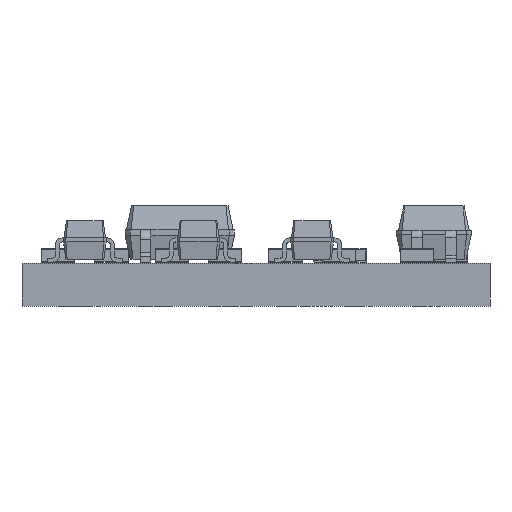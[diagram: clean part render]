
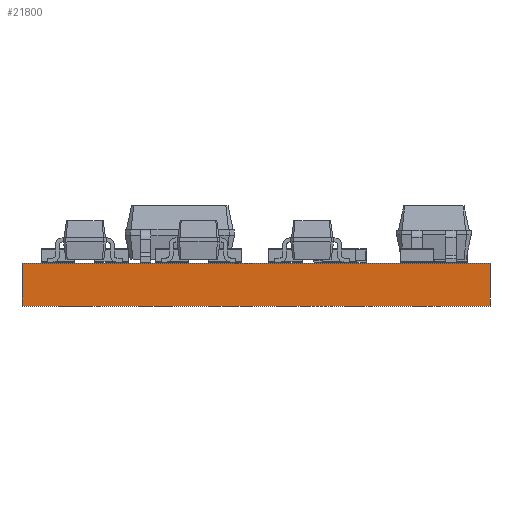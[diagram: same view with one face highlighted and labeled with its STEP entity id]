
A CAD part, front view. The second image highlights one B-rep face of the part: STEP entity #21800.
In plain terms, the highlighted planar face has unit normal (0, -1, 0).
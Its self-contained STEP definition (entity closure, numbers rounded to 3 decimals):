
#20466 = PLANE('',#20467);
#20467 = AXIS2_PLACEMENT_3D('',#20468,#20469,#20470);
#20468 = CARTESIAN_POINT('',(15.1,-41.31,0.));
#20469 = DIRECTION('',(-1.,0.,0.));
#20470 = DIRECTION('',(0.,1.,0.));
#20494 = PLANE('',#20495);
#20495 = AXIS2_PLACEMENT_3D('',#20496,#20497,#20498);
#20496 = CARTESIAN_POINT('',(23.85,-28.06,1.6));
#20497 = DIRECTION('',(0.,0.,-1.));
#20498 = DIRECTION('',(-1.,0.,0.));
#20522 = PLANE('',#20523);
#20523 = AXIS2_PLACEMENT_3D('',#20524,#20525,#20526);
#20524 = CARTESIAN_POINT('',(32.6,-14.81,0.));
#20525 = DIRECTION('',(1.,0.,0.));
#20526 = DIRECTION('',(0.,-1.,0.));
#20548 = PLANE('',#20549);
#20549 = AXIS2_PLACEMENT_3D('',#20550,#20551,#20552);
#20550 = CARTESIAN_POINT('',(23.85,-28.06,0.));
#20551 = DIRECTION('',(0.,0.,-1.));
#20552 = DIRECTION('',(-1.,0.,0.));
#20563 = EDGE_CURVE('',#20564,#20566,#20568,.T.);
#20564 = VERTEX_POINT('',#20565);
#20565 = CARTESIAN_POINT('',(15.1,-41.31,0.));
#20566 = VERTEX_POINT('',#20567);
#20567 = CARTESIAN_POINT('',(15.1,-41.31,1.6));
#20568 = SURFACE_CURVE('',#20569,(#20573,#20580),.PCURVE_S1.);
#20569 = LINE('',#20570,#20571);
#20570 = CARTESIAN_POINT('',(15.1,-41.31,0.));
#20571 = VECTOR('',#20572,1.);
#20572 = DIRECTION('',(0.,0.,1.));
#20573 = PCURVE('',#20466,#20574);
#20574 = DEFINITIONAL_REPRESENTATION('',(#20575),#20579);
#20575 = LINE('',#20576,#20577);
#20576 = CARTESIAN_POINT('',(0.,0.));
#20577 = VECTOR('',#20578,1.);
#20578 = DIRECTION('',(0.,-1.));
#20579 = ( GEOMETRIC_REPRESENTATION_CONTEXT(2) 
PARAMETRIC_REPRESENTATION_CONTEXT() REPRESENTATION_CONTEXT('2D SPACE',''
  ) );
#20580 = PCURVE('',#20581,#20586);
#20581 = PLANE('',#20582);
#20582 = AXIS2_PLACEMENT_3D('',#20583,#20584,#20585);
#20583 = CARTESIAN_POINT('',(32.6,-41.31,0.));
#20584 = DIRECTION('',(0.,-1.,0.));
#20585 = DIRECTION('',(-1.,0.,0.));
#20586 = DEFINITIONAL_REPRESENTATION('',(#20587),#20591);
#20587 = LINE('',#20588,#20589);
#20588 = CARTESIAN_POINT('',(17.5,0.));
#20589 = VECTOR('',#20590,1.);
#20590 = DIRECTION('',(0.,-1.));
#20591 = ( GEOMETRIC_REPRESENTATION_CONTEXT(2) 
PARAMETRIC_REPRESENTATION_CONTEXT() REPRESENTATION_CONTEXT('2D SPACE',''
  ) );
#20641 = VERTEX_POINT('',#20642);
#20642 = CARTESIAN_POINT('',(32.6,-41.31,1.6));
#20663 = EDGE_CURVE('',#20664,#20641,#20666,.T.);
#20664 = VERTEX_POINT('',#20665);
#20665 = CARTESIAN_POINT('',(32.6,-41.31,0.));
#20666 = SURFACE_CURVE('',#20667,(#20671,#20678),.PCURVE_S1.);
#20667 = LINE('',#20668,#20669);
#20668 = CARTESIAN_POINT('',(32.6,-41.31,0.));
#20669 = VECTOR('',#20670,1.);
#20670 = DIRECTION('',(0.,0.,1.));
#20671 = PCURVE('',#20522,#20672);
#20672 = DEFINITIONAL_REPRESENTATION('',(#20673),#20677);
#20673 = LINE('',#20674,#20675);
#20674 = CARTESIAN_POINT('',(26.5,0.));
#20675 = VECTOR('',#20676,1.);
#20676 = DIRECTION('',(0.,-1.));
#20677 = ( GEOMETRIC_REPRESENTATION_CONTEXT(2) 
PARAMETRIC_REPRESENTATION_CONTEXT() REPRESENTATION_CONTEXT('2D SPACE',''
  ) );
#20678 = PCURVE('',#20581,#20679);
#20679 = DEFINITIONAL_REPRESENTATION('',(#20680),#20684);
#20680 = LINE('',#20681,#20682);
#20681 = CARTESIAN_POINT('',(0.,0.));
#20682 = VECTOR('',#20683,1.);
#20683 = DIRECTION('',(0.,-1.));
#20684 = ( GEOMETRIC_REPRESENTATION_CONTEXT(2) 
PARAMETRIC_REPRESENTATION_CONTEXT() REPRESENTATION_CONTEXT('2D SPACE',''
  ) );
#20712 = EDGE_CURVE('',#20664,#20564,#20713,.T.);
#20713 = SURFACE_CURVE('',#20714,(#20718,#20725),.PCURVE_S1.);
#20714 = LINE('',#20715,#20716);
#20715 = CARTESIAN_POINT('',(32.6,-41.31,0.));
#20716 = VECTOR('',#20717,1.);
#20717 = DIRECTION('',(-1.,0.,0.));
#20718 = PCURVE('',#20548,#20719);
#20719 = DEFINITIONAL_REPRESENTATION('',(#20720),#20724);
#20720 = LINE('',#20721,#20722);
#20721 = CARTESIAN_POINT('',(-8.75,-13.25));
#20722 = VECTOR('',#20723,1.);
#20723 = DIRECTION('',(1.,0.));
#20724 = ( GEOMETRIC_REPRESENTATION_CONTEXT(2) 
PARAMETRIC_REPRESENTATION_CONTEXT() REPRESENTATION_CONTEXT('2D SPACE',''
  ) );
#20725 = PCURVE('',#20581,#20726);
#20726 = DEFINITIONAL_REPRESENTATION('',(#20727),#20731);
#20727 = LINE('',#20728,#20729);
#20728 = CARTESIAN_POINT('',(0.,0.));
#20729 = VECTOR('',#20730,1.);
#20730 = DIRECTION('',(1.,0.));
#20731 = ( GEOMETRIC_REPRESENTATION_CONTEXT(2) 
PARAMETRIC_REPRESENTATION_CONTEXT() REPRESENTATION_CONTEXT('2D SPACE',''
  ) );
#21299 = EDGE_CURVE('',#20641,#20566,#21300,.T.);
#21300 = SURFACE_CURVE('',#21301,(#21305,#21312),.PCURVE_S1.);
#21301 = LINE('',#21302,#21303);
#21302 = CARTESIAN_POINT('',(32.6,-41.31,1.6));
#21303 = VECTOR('',#21304,1.);
#21304 = DIRECTION('',(-1.,0.,0.));
#21305 = PCURVE('',#20494,#21306);
#21306 = DEFINITIONAL_REPRESENTATION('',(#21307),#21311);
#21307 = LINE('',#21308,#21309);
#21308 = CARTESIAN_POINT('',(-8.75,-13.25));
#21309 = VECTOR('',#21310,1.);
#21310 = DIRECTION('',(1.,0.));
#21311 = ( GEOMETRIC_REPRESENTATION_CONTEXT(2) 
PARAMETRIC_REPRESENTATION_CONTEXT() REPRESENTATION_CONTEXT('2D SPACE',''
  ) );
#21312 = PCURVE('',#20581,#21313);
#21313 = DEFINITIONAL_REPRESENTATION('',(#21314),#21318);
#21314 = LINE('',#21315,#21316);
#21315 = CARTESIAN_POINT('',(0.,-1.6));
#21316 = VECTOR('',#21317,1.);
#21317 = DIRECTION('',(1.,0.));
#21318 = ( GEOMETRIC_REPRESENTATION_CONTEXT(2) 
PARAMETRIC_REPRESENTATION_CONTEXT() REPRESENTATION_CONTEXT('2D SPACE',''
  ) );
#21800 = ADVANCED_FACE('',(#21801),#20581,.T.);
#21801 = FACE_BOUND('',#21802,.T.);
#21802 = EDGE_LOOP('',(#21803,#21804,#21805,#21806));
#21803 = ORIENTED_EDGE('',*,*,#20663,.T.);
#21804 = ORIENTED_EDGE('',*,*,#21299,.T.);
#21805 = ORIENTED_EDGE('',*,*,#20563,.F.);
#21806 = ORIENTED_EDGE('',*,*,#20712,.F.);
